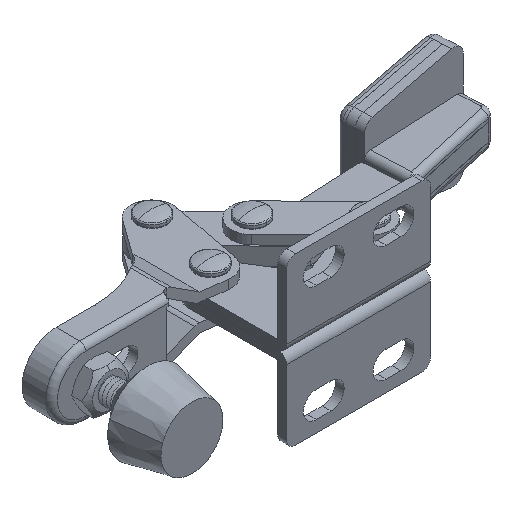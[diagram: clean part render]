
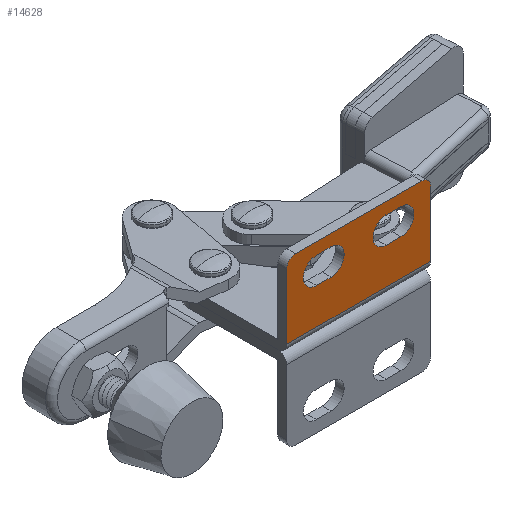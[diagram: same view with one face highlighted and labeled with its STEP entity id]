
A CAD part, isometric view. The second image highlights one B-rep face of the part: STEP entity #14628.
In plain terms, the highlighted planar face has unit normal (0, -1, 0).
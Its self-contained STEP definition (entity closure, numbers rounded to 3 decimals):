
#282 = CARTESIAN_POINT ( 'NONE',  ( 7.5, 0., 12. ) ) ;
#289 = DIRECTION ( 'NONE',  ( 0., -1., 0. ) ) ;
#665 = CARTESIAN_POINT ( 'NONE',  ( 19.3, 0., 7.6 ) ) ;
#746 = EDGE_CURVE ( 'NONE', #25707, #23451, #16987, .T. ) ;
#804 = VECTOR ( 'NONE', #26549, 1000. ) ;
#1515 = ORIENTED_EDGE ( 'NONE', *, *, #9840, .T. ) ;
#1834 = EDGE_CURVE ( 'NONE', #26789, #18830, #24397, .T. ) ;
#1984 = CARTESIAN_POINT ( 'NONE',  ( 22.8, 0., 12.5 ) ) ;
#2014 = DIRECTION ( 'NONE',  ( 0., 0., 1. ) ) ;
#2105 = CARTESIAN_POINT ( 'NONE',  ( 0., 0., 1.5 ) ) ;
#3040 = ORIENTED_EDGE ( 'NONE', *, *, #11559, .F. ) ;
#3252 = CARTESIAN_POINT ( 'NONE',  ( 22.8, 0., 14. ) ) ;
#3349 = ORIENTED_EDGE ( 'NONE', *, *, #21518, .T. ) ;
#3761 = AXIS2_PLACEMENT_3D ( 'NONE', #11463, #9075, #2014 ) ;
#3815 = VECTOR ( 'NONE', #14705, 1000. ) ;
#4131 = DIRECTION ( 'NONE',  ( 0., -1., 0. ) ) ;
#4364 = DIRECTION ( 'NONE',  ( 0., 0., -1. ) ) ;
#5014 = CARTESIAN_POINT ( 'NONE',  ( 0., 0., 1.5 ) ) ;
#5215 = VECTOR ( 'NONE', #13035, 1000. ) ;
#5232 = AXIS2_PLACEMENT_3D ( 'NONE', #21017, #6729, #23379 ) ;
#5514 = EDGE_CURVE ( 'NONE', #29345, #19671, #9465, .T. ) ;
#5561 = LINE ( 'NONE', #25140, #17463 ) ;
#5655 = ORIENTED_EDGE ( 'NONE', *, *, #20221, .F. ) ;
#5794 = CARTESIAN_POINT ( 'NONE',  ( 0., 0., 1.5 ) ) ;
#5938 = CIRCLE ( 'NONE', #29195, 1.5 ) ;
#6325 = EDGE_CURVE ( 'NONE', #19671, #25707, #21342, .T. ) ;
#6611 = ORIENTED_EDGE ( 'NONE', *, *, #5514, .F. ) ;
#6729 = DIRECTION ( 'NONE',  ( 0., -1., 0. ) ) ;
#7803 = CARTESIAN_POINT ( 'NONE',  ( 24.3, 0., 12.5 ) ) ;
#8028 = CARTESIAN_POINT ( 'NONE',  ( 5., 0., 12. ) ) ;
#8309 = CARTESIAN_POINT ( 'NONE',  ( 1.5, 0., 12.5 ) ) ;
#8525 = VERTEX_POINT ( 'NONE', #21859 ) ;
#8542 = ORIENTED_EDGE ( 'NONE', *, *, #1834, .T. ) ;
#8856 = DIRECTION ( 'NONE',  ( 0., -1., 0. ) ) ;
#9075 = DIRECTION ( 'NONE',  ( 0., 1., 0. ) ) ;
#9465 = CIRCLE ( 'NONE', #5232, 2.2 ) ;
#9484 = CARTESIAN_POINT ( 'NONE',  ( 1.5, 0., 14. ) ) ;
#9492 = CARTESIAN_POINT ( 'NONE',  ( 24.3, 0., 1.5 ) ) ;
#9840 = EDGE_CURVE ( 'NONE', #16894, #21166, #17848, .T. ) ;
#10163 = LINE ( 'NONE', #14502, #3815 ) ;
#10189 = FACE_BOUND ( 'NONE', #15194, .T. ) ;
#10660 = CIRCLE ( 'NONE', #26043, 2.2 ) ;
#10704 = DIRECTION ( 'NONE',  ( 0., 0., -1. ) ) ;
#10750 = VERTEX_POINT ( 'NONE', #7803 ) ;
#10915 = VERTEX_POINT ( 'NONE', #22379 ) ;
#10937 = FACE_OUTER_BOUND ( 'NONE', #18635, .T. ) ;
#11134 = CARTESIAN_POINT ( 'NONE',  ( 16.8, 0., 12. ) ) ;
#11228 = DIRECTION ( 'NONE',  ( -1., 0., 0. ) ) ;
#11259 = LINE ( 'NONE', #26911, #16834 ) ;
#11463 = CARTESIAN_POINT ( 'NONE',  ( 0., 0., 1.5 ) ) ;
#11559 = EDGE_CURVE ( 'NONE', #10915, #16440, #10660, .T. ) ;
#12251 = DIRECTION ( 'NONE',  ( 0., 0., -1. ) ) ;
#12300 = CARTESIAN_POINT ( 'NONE',  ( 24.3, 0., 1.5 ) ) ;
#12391 = VECTOR ( 'NONE', #19701, 1000. ) ;
#13035 = DIRECTION ( 'NONE',  ( 1., 0., 0. ) ) ;
#13284 = CARTESIAN_POINT ( 'NONE',  ( 0., 0., 12.5 ) ) ;
#14275 = LINE ( 'NONE', #5014, #22872 ) ;
#14455 = VERTEX_POINT ( 'NONE', #3252 ) ;
#14499 = CARTESIAN_POINT ( 'NONE',  ( 7.5, 0., 9.8 ) ) ;
#14502 = CARTESIAN_POINT ( 'NONE',  ( 5., 0., 12. ) ) ;
#14628 = ADVANCED_FACE ( 'NONE', ( #10937, #10189, #29143 ), #30472, .F. ) ;
#14705 = DIRECTION ( 'NONE',  ( -1., 0., 0. ) ) ;
#14709 = ORIENTED_EDGE ( 'NONE', *, *, #30379, .T. ) ;
#15194 = EDGE_LOOP ( 'NONE', ( #3040, #30460, #19494, #24027 ) ) ;
#15457 = DIRECTION ( 'NONE',  ( 1., 0., 0. ) ) ;
#15613 = LINE ( 'NONE', #25463, #21224 ) ;
#15888 = EDGE_CURVE ( 'NONE', #23451, #29345, #11259, .T. ) ;
#16083 = ORIENTED_EDGE ( 'NONE', *, *, #15888, .F. ) ;
#16440 = VERTEX_POINT ( 'NONE', #282 ) ;
#16834 = VECTOR ( 'NONE', #17433, 1000. ) ;
#16894 = VERTEX_POINT ( 'NONE', #2105 ) ;
#16903 = CIRCLE ( 'NONE', #25061, 2.2 ) ;
#16924 = DIRECTION ( 'NONE',  ( 0., 0., 1. ) ) ;
#16987 = CIRCLE ( 'NONE', #19338, 2.2 ) ;
#17433 = DIRECTION ( 'NONE',  ( -1., 0., 0. ) ) ;
#17463 = VECTOR ( 'NONE', #15457, 1000. ) ;
#17842 = ORIENTED_EDGE ( 'NONE', *, *, #746, .F. ) ;
#17848 = LINE ( 'NONE', #5794, #5215 ) ;
#18387 = CARTESIAN_POINT ( 'NONE',  ( 5., 0., 9.8 ) ) ;
#18610 = DIRECTION ( 'NONE',  ( 0., -1., 0. ) ) ;
#18635 = EDGE_LOOP ( 'NONE', ( #14709, #1515, #5655, #3349, #19531, #8542 ) ) ;
#18830 = VERTEX_POINT ( 'NONE', #13284 ) ;
#19299 = ORIENTED_EDGE ( 'NONE', *, *, #6325, .F. ) ;
#19338 = AXIS2_PLACEMENT_3D ( 'NONE', #23132, #8856, #25515 ) ;
#19494 = ORIENTED_EDGE ( 'NONE', *, *, #30703, .F. ) ;
#19531 = ORIENTED_EDGE ( 'NONE', *, *, #27096, .T. ) ;
#19671 = VERTEX_POINT ( 'NONE', #29375 ) ;
#19701 = DIRECTION ( 'NONE',  ( 1., 0., 0. ) ) ;
#20221 = EDGE_CURVE ( 'NONE', #10750, #21166, #25349, .T. ) ;
#20778 = DIRECTION ( 'NONE',  ( 0., 0., 1. ) ) ;
#21017 = CARTESIAN_POINT ( 'NONE',  ( 16.8, 0., 9.8 ) ) ;
#21166 = VERTEX_POINT ( 'NONE', #9492 ) ;
#21224 = VECTOR ( 'NONE', #11228, 1000. ) ;
#21342 = LINE ( 'NONE', #665, #12391 ) ;
#21518 = EDGE_CURVE ( 'NONE', #10750, #14455, #5938, .T. ) ;
#21859 = CARTESIAN_POINT ( 'NONE',  ( 5., 0., 7.6 ) ) ;
#21924 = EDGE_CURVE ( 'NONE', #8525, #10915, #5561, .T. ) ;
#22379 = CARTESIAN_POINT ( 'NONE',  ( 7.5, 0., 7.6 ) ) ;
#22680 = VERTEX_POINT ( 'NONE', #8028 ) ;
#22872 = VECTOR ( 'NONE', #12251, 1000. ) ;
#22935 = AXIS2_PLACEMENT_3D ( 'NONE', #8309, #24948, #10704 ) ;
#23132 = CARTESIAN_POINT ( 'NONE',  ( 19.3, 0., 9.8 ) ) ;
#23379 = DIRECTION ( 'NONE',  ( 0., 0., -1. ) ) ;
#23451 = VERTEX_POINT ( 'NONE', #30214 ) ;
#24027 = ORIENTED_EDGE ( 'NONE', *, *, #24432, .F. ) ;
#24397 = CIRCLE ( 'NONE', #22935, 1.5 ) ;
#24432 = EDGE_CURVE ( 'NONE', #16440, #22680, #10163, .T. ) ;
#24948 = DIRECTION ( 'NONE',  ( 0., -1., 0. ) ) ;
#25061 = AXIS2_PLACEMENT_3D ( 'NONE', #18387, #4131, #20778 ) ;
#25140 = CARTESIAN_POINT ( 'NONE',  ( 5., 0., 7.6 ) ) ;
#25349 = LINE ( 'NONE', #12300, #804 ) ;
#25463 = CARTESIAN_POINT ( 'NONE',  ( 22.8, 0., 14. ) ) ;
#25515 = DIRECTION ( 'NONE',  ( 0., 0., -1. ) ) ;
#25707 = VERTEX_POINT ( 'NONE', #28351 ) ;
#26009 = EDGE_LOOP ( 'NONE', ( #17842, #19299, #6611, #16083 ) ) ;
#26043 = AXIS2_PLACEMENT_3D ( 'NONE', #14499, #289, #16924 ) ;
#26549 = DIRECTION ( 'NONE',  ( 0., 0., -1. ) ) ;
#26789 = VERTEX_POINT ( 'NONE', #9484 ) ;
#26911 = CARTESIAN_POINT ( 'NONE',  ( 19.3, 0., 12. ) ) ;
#27096 = EDGE_CURVE ( 'NONE', #14455, #26789, #15613, .T. ) ;
#28351 = CARTESIAN_POINT ( 'NONE',  ( 19.3, 0., 7.6 ) ) ;
#29143 = FACE_BOUND ( 'NONE', #26009, .T. ) ;
#29195 = AXIS2_PLACEMENT_3D ( 'NONE', #1984, #18610, #4364 ) ;
#29345 = VERTEX_POINT ( 'NONE', #11134 ) ;
#29375 = CARTESIAN_POINT ( 'NONE',  ( 16.8, 0., 7.6 ) ) ;
#30214 = CARTESIAN_POINT ( 'NONE',  ( 19.3, 0., 12. ) ) ;
#30379 = EDGE_CURVE ( 'NONE', #18830, #16894, #14275, .T. ) ;
#30460 = ORIENTED_EDGE ( 'NONE', *, *, #21924, .F. ) ;
#30472 = PLANE ( 'NONE',  #3761 ) ;
#30703 = EDGE_CURVE ( 'NONE', #22680, #8525, #16903, .T. ) ;
